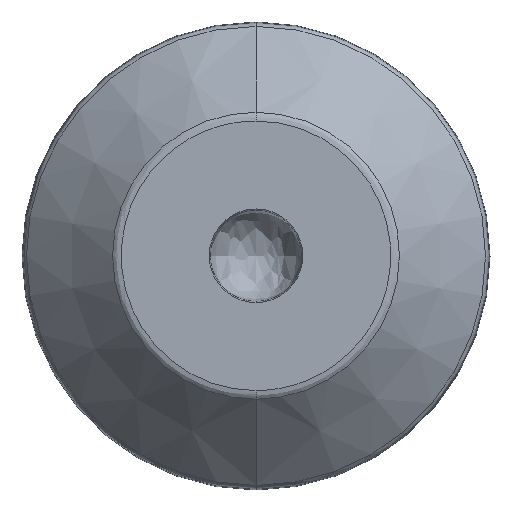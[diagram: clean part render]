
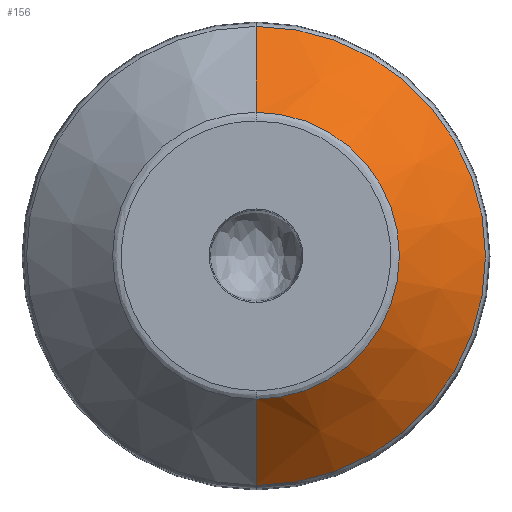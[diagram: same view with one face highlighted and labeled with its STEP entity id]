
A CAD part, top view. The second image highlights one B-rep face of the part: STEP entity #156.
In plain terms, the highlighted conical face has half-angle 45 degrees and reference radius 37.273 mm.
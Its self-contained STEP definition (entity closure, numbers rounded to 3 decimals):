
#18 = AXIS2_PLACEMENT_3D ( 'NONE', #574, #255, #296 ) ;
#33 = CIRCLE ( 'NONE', #365, 23.295 ) ;
#40 = CARTESIAN_POINT ( 'NONE',  ( 0., -37.273, 5.437 ) ) ;
#42 = DIRECTION ( 'NONE',  ( 0., 1., 0. ) ) ;
#56 = EDGE_CURVE ( 'NONE', #444, #451, #573, .T. ) ;
#66 = VERTEX_POINT ( 'NONE', #190 ) ;
#74 = DIRECTION ( 'NONE',  ( 0., 0.707, -0.707 ) ) ;
#133 = CARTESIAN_POINT ( 'NONE',  ( 0., -37.273, 5.437 ) ) ;
#134 = VERTEX_POINT ( 'NONE', #40 ) ;
#135 = CARTESIAN_POINT ( 'NONE',  ( 0., 37.273, 5.437 ) ) ;
#156 = ADVANCED_FACE ( 'NONE', ( #247 ), #533, .T. ) ;
#157 = DIRECTION ( 'NONE',  ( 0., 0., -1. ) ) ;
#190 = CARTESIAN_POINT ( 'NONE',  ( 0., -23.295, 19.414 ) ) ;
#197 = ORIENTED_EDGE ( 'NONE', *, *, #532, .T. ) ;
#204 = CARTESIAN_POINT ( 'NONE',  ( 0., 0., 19.414 ) ) ;
#247 = FACE_OUTER_BOUND ( 'NONE', #335, .T. ) ;
#255 = DIRECTION ( 'NONE',  ( 0., 0., 1. ) ) ;
#267 = DIRECTION ( 'NONE',  ( 0., 1., 0. ) ) ;
#280 = ORIENTED_EDGE ( 'NONE', *, *, #614, .T. ) ;
#287 = ORIENTED_EDGE ( 'NONE', *, *, #56, .F. ) ;
#296 = DIRECTION ( 'NONE',  ( 0., 1., 0. ) ) ;
#304 = DIRECTION ( 'NONE',  ( 0., 0., -1. ) ) ;
#335 = EDGE_LOOP ( 'NONE', ( #280, #585, #197, #287 ) ) ;
#365 = AXIS2_PLACEMENT_3D ( 'NONE', #204, #157, #267 ) ;
#380 = VECTOR ( 'NONE', #74, 1000. ) ;
#406 = LINE ( 'NONE', #133, #606 ) ;
#444 = VERTEX_POINT ( 'NONE', #618 ) ;
#451 = VERTEX_POINT ( 'NONE', #135 ) ;
#455 = DIRECTION ( 'NONE',  ( 0., -0.707, -0.707 ) ) ;
#520 = AXIS2_PLACEMENT_3D ( 'NONE', #628, #304, #42 ) ;
#532 = EDGE_CURVE ( 'NONE', #134, #451, #621, .T. ) ;
#533 = CONICAL_SURFACE ( 'NONE', #520, 37.273, 0.785 ) ;
#560 = CARTESIAN_POINT ( 'NONE',  ( 0., 37.273, 5.437 ) ) ;
#573 = LINE ( 'NONE', #560, #380 ) ;
#574 = CARTESIAN_POINT ( 'NONE',  ( 0., 0., 5.437 ) ) ;
#585 = ORIENTED_EDGE ( 'NONE', *, *, #612, .T. ) ;
#606 = VECTOR ( 'NONE', #455, 1000. ) ;
#612 = EDGE_CURVE ( 'NONE', #66, #134, #406, .T. ) ;
#614 = EDGE_CURVE ( 'NONE', #444, #66, #33, .T. ) ;
#618 = CARTESIAN_POINT ( 'NONE',  ( 0., 23.295, 19.414 ) ) ;
#621 = CIRCLE ( 'NONE', #18, 37.273 ) ;
#628 = CARTESIAN_POINT ( 'NONE',  ( 0., 0., 5.437 ) ) ;
